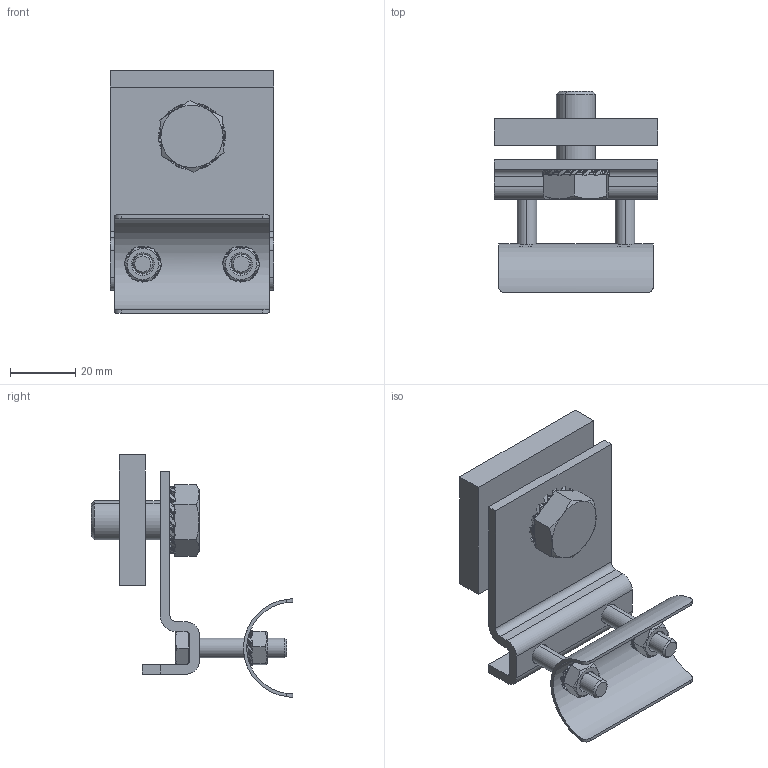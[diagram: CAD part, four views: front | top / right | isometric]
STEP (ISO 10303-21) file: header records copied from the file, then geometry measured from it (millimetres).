
FILE_DESCRIPTION (( 'STEP AP203' ), '1' );
FILE_NAME ('1.26.K00.STEP', '2018-04-12T10:43:08', ( '' ), ( '' ), 'SwSTEP 2.0', 'SolidWorks 2017', '' );
FILE_SCHEMA (( 'CONFIG_CONTROL_DESIGN' ));
Products named in the file (1): 1.26.K00
Bounding box: 50 x 61.5 x 74 mm (x, y, z)
Volume: 36705.8 mm3; surface area: 23779.2 mm2
Topology: 11 solids, 11 shells, 2307 faces, 6786 edges, 4504 vertices
Faces by surface type: cylinder 2168, plane 93, cone 40, bspline 6
Entity records: 95595 total; most frequent: CARTESIAN_POINT 46286, ORIENTED_EDGE 13572, EDGE_CURVE 6786, B_SPLINE_CURVE_WITH_KNOTS 5994, DIRECTION 5522, VERTEX_POINT 4504, AXIS2_PLACEMENT_3D 2592, EDGE_LOOP 2332
